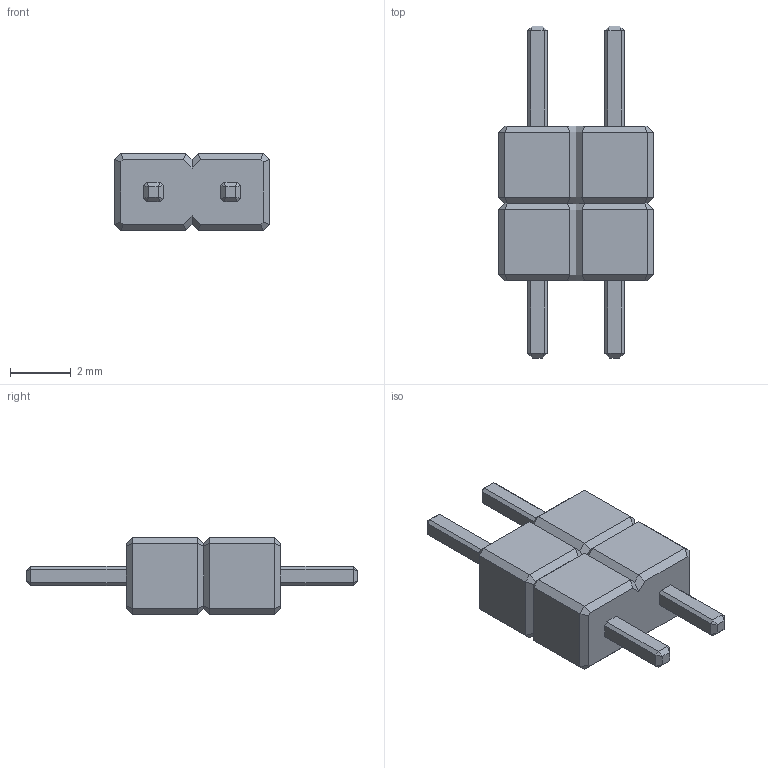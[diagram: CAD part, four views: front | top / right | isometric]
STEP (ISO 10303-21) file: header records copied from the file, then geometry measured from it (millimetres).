
FILE_DESCRIPTION (( 'STEP AP214' ), '1' );
FILE_NAME ('HW-02-07-G-S-200-100.STEP', '2021-03-30T08:59:43', ( '' ), ( '' ), 'SwSTEP 2.0', 'SolidWorks 2016', '' );
FILE_SCHEMA (( 'AUTOMOTIVE_DESIGN' ));
Length unit declared in the file: millimetre
Products named in the file (1): HW-02-07-G-S-200-100
Bounding box: 5.08 x 10.92 x 2.54 mm (x, y, z)
Volume: 68 mm3; surface area: 168.7 mm2
Topology: 2 solids, 2 shells, 172 faces, 404 edges, 240 vertices
Faces by surface type: plane 172
Entity records: 6031 total; most frequent: CARTESIAN_POINT 817, ORIENTED_EDGE 808, DIRECTION 750, EDGE_CURVE 404, LINE 404, VECTOR 404, VERTEX_POINT 240, EDGE_LOOP 180
